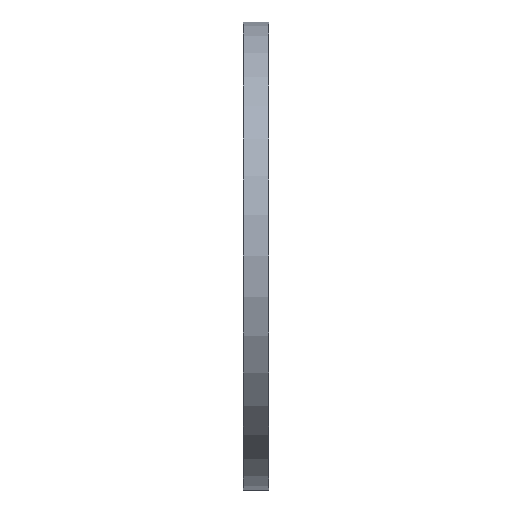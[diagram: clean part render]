
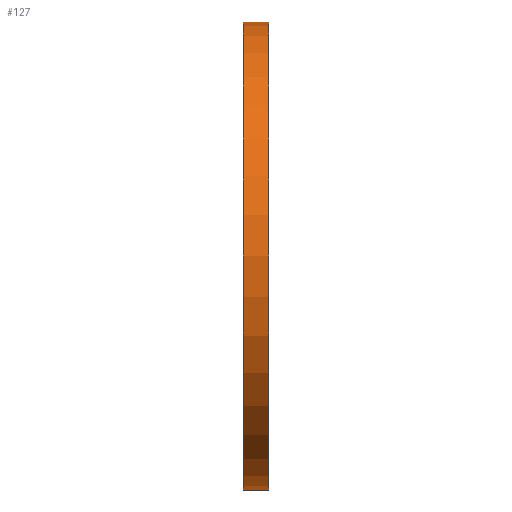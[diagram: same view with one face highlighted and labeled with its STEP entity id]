
A CAD part, left-side view. The second image highlights one B-rep face of the part: STEP entity #127.
In plain terms, the highlighted cylindrical face has radius 110 mm (diameter 220 mm), a partial arc.
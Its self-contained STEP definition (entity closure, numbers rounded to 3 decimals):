
#17 = CARTESIAN_POINT ( 'NONE',  ( 0., 12., -110. ) ) ;
#29 = DIRECTION ( 'NONE',  ( 0., 0., 1. ) ) ;
#36 = VERTEX_POINT ( 'NONE', #169 ) ;
#56 = EDGE_CURVE ( 'NONE', #36, #253, #401, .T. ) ;
#74 = CARTESIAN_POINT ( 'NONE',  ( 0., 0., 110. ) ) ;
#75 = AXIS2_PLACEMENT_3D ( 'NONE', #581, #239, #29 ) ;
#88 = ORIENTED_EDGE ( 'NONE', *, *, #151, .T. ) ;
#127 = ADVANCED_FACE ( 'NONE', ( #541 ), #751, .T. ) ;
#135 = DIRECTION ( 'NONE',  ( 0., 0., 1. ) ) ;
#151 = EDGE_CURVE ( 'NONE', #253, #880, #210, .T. ) ;
#169 = CARTESIAN_POINT ( 'NONE',  ( 0., 0., -110. ) ) ;
#193 = AXIS2_PLACEMENT_3D ( 'NONE', #201, #812, #135 ) ;
#201 = CARTESIAN_POINT ( 'NONE',  ( 0., 38.545, 0. ) ) ;
#210 = LINE ( 'NONE', #408, #303 ) ;
#223 = ORIENTED_EDGE ( 'NONE', *, *, #801, .F. ) ;
#239 = DIRECTION ( 'NONE',  ( 0., 1., 0. ) ) ;
#253 = VERTEX_POINT ( 'NONE', #74 ) ;
#256 = CARTESIAN_POINT ( 'NONE',  ( 0., 12., 110. ) ) ;
#281 = ORIENTED_EDGE ( 'NONE', *, *, #638, .F. ) ;
#303 = VECTOR ( 'NONE', #680, 1000. ) ;
#315 = CARTESIAN_POINT ( 'NONE',  ( 0., 12., 0. ) ) ;
#354 = CARTESIAN_POINT ( 'NONE',  ( 0., 38.545, -110. ) ) ;
#370 = LINE ( 'NONE', #354, #870 ) ;
#401 = CIRCLE ( 'NONE', #75, 110. ) ;
#408 = CARTESIAN_POINT ( 'NONE',  ( 0., 38.545, 110. ) ) ;
#409 = ORIENTED_EDGE ( 'NONE', *, *, #56, .T. ) ;
#454 = DIRECTION ( 'NONE',  ( 0., 1., 0. ) ) ;
#457 = AXIS2_PLACEMENT_3D ( 'NONE', #315, #454, #615 ) ;
#508 = DIRECTION ( 'NONE',  ( 0., 1., 0. ) ) ;
#517 = VERTEX_POINT ( 'NONE', #17 ) ;
#541 = FACE_OUTER_BOUND ( 'NONE', #826, .T. ) ;
#581 = CARTESIAN_POINT ( 'NONE',  ( 0., 0., 0. ) ) ;
#615 = DIRECTION ( 'NONE',  ( 0., 0., 1. ) ) ;
#638 = EDGE_CURVE ( 'NONE', #36, #517, #370, .T. ) ;
#680 = DIRECTION ( 'NONE',  ( 0., 1., 0. ) ) ;
#719 = CIRCLE ( 'NONE', #457, 110. ) ;
#751 = CYLINDRICAL_SURFACE ( 'NONE', #193, 110. ) ;
#801 = EDGE_CURVE ( 'NONE', #517, #880, #719, .T. ) ;
#812 = DIRECTION ( 'NONE',  ( 0., 1., 0. ) ) ;
#826 = EDGE_LOOP ( 'NONE', ( #281, #409, #88, #223 ) ) ;
#870 = VECTOR ( 'NONE', #508, 1000. ) ;
#880 = VERTEX_POINT ( 'NONE', #256 ) ;
